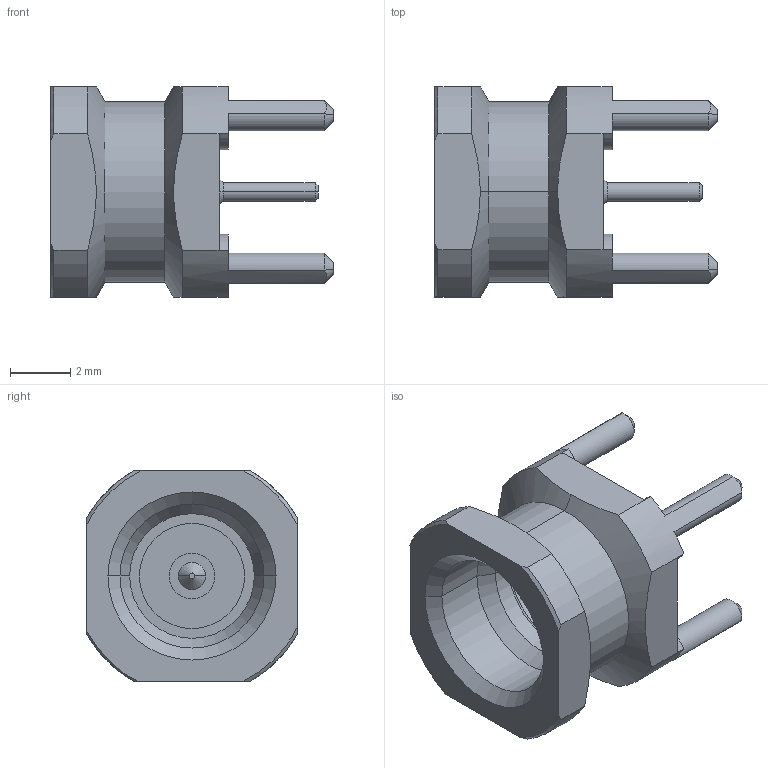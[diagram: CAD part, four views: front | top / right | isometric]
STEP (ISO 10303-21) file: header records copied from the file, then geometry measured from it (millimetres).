
FILE_DESCRIPTION((''),'2;1');
FILE_NAME('PSMP-MSLD-PCT35','2015-12-10T',('Rajagopal'),(''),'PRO/ENGINEER BY PARAMETRIC TECHNOLOGY CORPORATION, 2014440','PRO/ENGINEER BY PARAMETRIC TECHNOLOGY CORPORATION, 2014440','');
FILE_SCHEMA(('CONFIG_CONTROL_DESIGN'));
Length unit declared in the file: millimetre
Products named in the file (1): PSMP-MSLD-PCT35
Bounding box: 9.4 x 7 x 7 mm (x, y, z)
Surface area: 358 mm2 (no closed solid volume)
Topology: 0 solids, 5 shells, 92 faces, 218 edges, 134 vertices
Faces by surface type: cone 34, cylinder 32, plane 24, torus 2
Entity records: 2786 total; most frequent: CARTESIAN_POINT 608, DIRECTION 478, ORIENTED_EDGE 420, EDGE_CURVE 218, AXIS2_PLACEMENT_3D 196, VERTEX_POINT 134, CIRCLE 104, EDGE_LOOP 98
